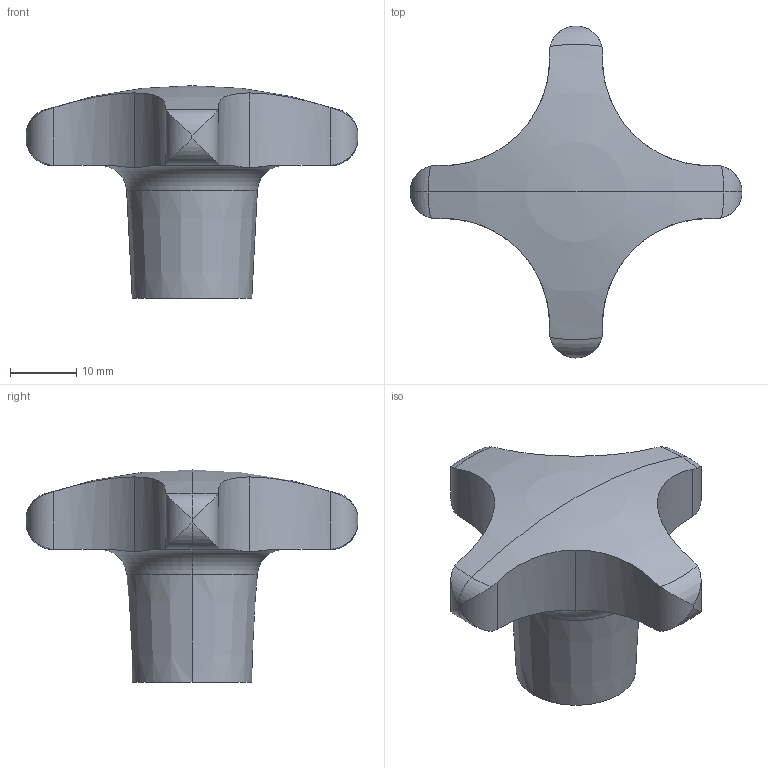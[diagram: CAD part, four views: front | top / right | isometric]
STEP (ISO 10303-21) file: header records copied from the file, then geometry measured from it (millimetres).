
FILE_DESCRIPTION(('STEP AP214'),'1');
FILE_NAME(' ',' ',('TraceParts'),('TraceParts S.A.'),'XStep 1.0',' ',' ');
FILE_SCHEMA(('automotive_design'));
Length unit declared in the file: millimetre
Products named in the file (1): 1
Bounding box: 50 x 50 x 32 mm (x, y, z)
Volume: 13868.8 mm3; surface area: 5024.9 mm2
Topology: 1 solids, 1 shells, 43 faces, 116 edges, 72 vertices
Faces by surface type: cylinder 18, torus 14, plane 5, cone 4, sphere 2
Entity records: 3124 total; most frequent: CARTESIAN_POINT 836, STYLED_ITEM 228, PRESENTATION_STYLE_ASSIGNMENT 228, COLOUR_RGB 228, ORIENTED_EDGE 224, DIRECTION 194, EDGE_CURVE 112, CURVE_STYLE 112
